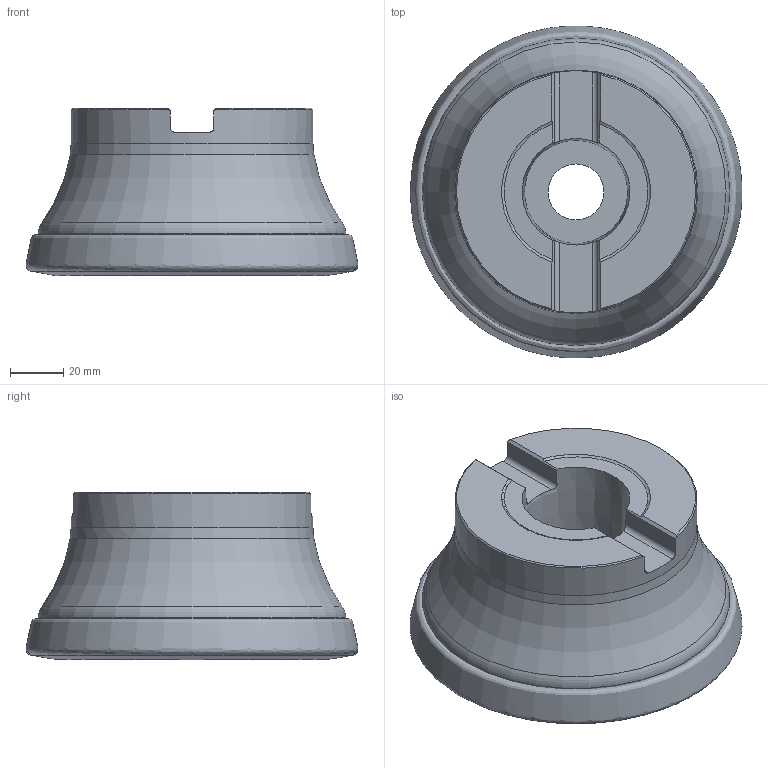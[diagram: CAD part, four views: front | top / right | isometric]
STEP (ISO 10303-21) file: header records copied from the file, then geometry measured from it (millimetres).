
FILE_DESCRIPTION(/* description */ (''),/* implementation_level */ '2;1');
FILE_NAME(/* name */ 'R220.21-0125-SP14.9A_Basic.stp',/* time_stamp */ '2022-01-07T18:47:24+05:00',/* author */ (''),/* organization */ (''),/* preprocessor_version */ 'ST-DEVELOPER v16.7',/* originating_system */ 'SIEMENS PLM Software NX 12.0',/* authorisation */ '');
FILE_SCHEMA (('AUTOMOTIVE_DESIGN { 1 0 10303 214 3 1 1 1 }'));
Length unit declared in the file: millimetre
Products named in the file (1): A2423212_stp_stp_stp
Bounding box: 124.9 x 124.86 x 62.99 mm (x, y, z)
Volume: 493349.7 mm3; surface area: 62565.3 mm2
Topology: 2 solids, 3 shells, 45 faces, 115 edges, 89 vertices
Faces by surface type: plane 19, cylinder 9, torus 8, cone 6, revolution 2, sphere 1
Full cylindrical faces by diameter (mm): 6 x1, 21 x1, 32 x1, 91 x1, 115.7 x1
Entity records: 1686 total; most frequent: CARTESIAN_POINT 529, DIRECTION 226, ORIENTED_EDGE 174, AXIS2_PLACEMENT_3D 100, EDGE_CURVE 87, EDGE_LOOP 66, VERTEX_POINT 65, ADVANCED_FACE 45
